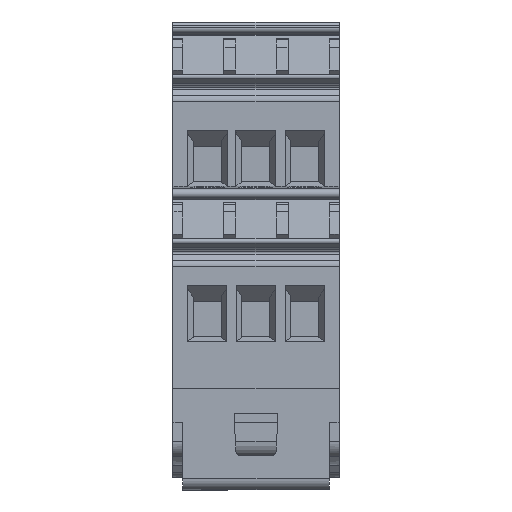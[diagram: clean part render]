
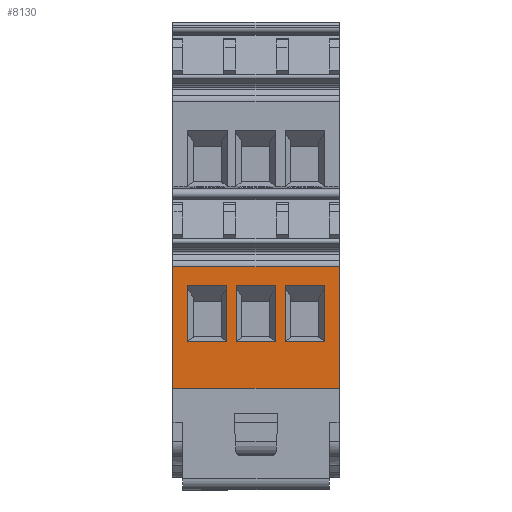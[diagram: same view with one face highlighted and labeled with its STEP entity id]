
A CAD part, front view. The second image highlights one B-rep face of the part: STEP entity #8130.
In plain terms, the highlighted planar face has unit normal (0, -1, 0).
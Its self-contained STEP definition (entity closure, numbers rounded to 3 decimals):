
#8007=AXIS2_PLACEMENT_3D('Plane Axis2P3D',#8004,#8005,#8006) ;
#2524=CARTESIAN_POINT('Vertex',(0.,0.,10.919)) ;
#2527=CARTESIAN_POINT('Line Origine',(0.,0.,17.439)) ;
#2531=CARTESIAN_POINT('Vertex',(0.,0.,23.958)) ;
#3668=CARTESIAN_POINT('Vertex',(17.85,0.,23.958)) ;
#3671=CARTESIAN_POINT('Line Origine',(17.85,0.,17.439)) ;
#3675=CARTESIAN_POINT('Vertex',(17.85,0.,10.919)) ;
#7991=CARTESIAN_POINT('Line Origine',(8.925,0.,10.919)) ;
#8004=CARTESIAN_POINT('Axis2P3D Location',(8.925,0.,24.569)) ;
#8009=CARTESIAN_POINT('Line Origine',(8.925,0.,23.958)) ;
#8020=CARTESIAN_POINT('Line Origine',(11.05,0.,18.942)) ;
#8024=CARTESIAN_POINT('Vertex',(11.05,0.,21.953)) ;
#8026=CARTESIAN_POINT('Vertex',(11.05,0.,15.93)) ;
#8029=CARTESIAN_POINT('Line Origine',(8.925,0.,15.93)) ;
#8033=CARTESIAN_POINT('Vertex',(6.8,0.,15.93)) ;
#8036=CARTESIAN_POINT('Line Origine',(6.8,0.,18.942)) ;
#8040=CARTESIAN_POINT('Vertex',(6.8,0.,21.953)) ;
#8043=CARTESIAN_POINT('Line Origine',(8.925,0.,21.953)) ;
#8054=CARTESIAN_POINT('Line Origine',(16.3,0.,18.942)) ;
#8058=CARTESIAN_POINT('Vertex',(16.3,0.,21.953)) ;
#8060=CARTESIAN_POINT('Vertex',(16.3,0.,15.93)) ;
#8063=CARTESIAN_POINT('Line Origine',(16.279,0.,15.93)) ;
#8067=CARTESIAN_POINT('Vertex',(16.258,0.,15.93)) ;
#8070=CARTESIAN_POINT('Line Origine',(14.154,0.,15.93)) ;
#8074=CARTESIAN_POINT('Vertex',(12.05,0.,15.93)) ;
#8077=CARTESIAN_POINT('Line Origine',(12.05,0.,18.942)) ;
#8081=CARTESIAN_POINT('Vertex',(12.05,0.,21.953)) ;
#8084=CARTESIAN_POINT('Line Origine',(14.175,0.,21.953)) ;
#8096=CARTESIAN_POINT('Line Origine',(1.55,0.,18.942)) ;
#8100=CARTESIAN_POINT('Vertex',(1.55,0.,21.953)) ;
#8102=CARTESIAN_POINT('Vertex',(1.55,0.,15.93)) ;
#8105=CARTESIAN_POINT('Line Origine',(3.675,0.,21.953)) ;
#8109=CARTESIAN_POINT('Vertex',(5.8,0.,21.953)) ;
#8112=CARTESIAN_POINT('Line Origine',(5.8,0.,18.942)) ;
#8116=CARTESIAN_POINT('Vertex',(5.8,0.,15.93)) ;
#8119=CARTESIAN_POINT('Line Origine',(3.675,0.,15.93)) ;
#2528=DIRECTION('Vector Direction',(0.,0.,-1.)) ;
#3672=DIRECTION('Vector Direction',(0.,0.,-1.)) ;
#7992=DIRECTION('Vector Direction',(1.,0.,0.)) ;
#8005=DIRECTION('Axis2P3D Direction',(0.,1.,0.)) ;
#8006=DIRECTION('Axis2P3D XDirection',(0.,0.,-1.)) ;
#8010=DIRECTION('Vector Direction',(-1.,0.,0.)) ;
#8021=DIRECTION('Vector Direction',(0.,0.,1.)) ;
#8030=DIRECTION('Vector Direction',(1.,0.,0.)) ;
#8037=DIRECTION('Vector Direction',(0.,0.,-1.)) ;
#8044=DIRECTION('Vector Direction',(1.,0.,0.)) ;
#8055=DIRECTION('Vector Direction',(0.,0.,-1.)) ;
#8064=DIRECTION('Vector Direction',(1.,0.,0.)) ;
#8071=DIRECTION('Vector Direction',(1.,0.,0.)) ;
#8078=DIRECTION('Vector Direction',(0.,0.,-1.)) ;
#8085=DIRECTION('Vector Direction',(1.,0.,0.)) ;
#8097=DIRECTION('Vector Direction',(0.,0.,1.)) ;
#8106=DIRECTION('Vector Direction',(1.,0.,0.)) ;
#8113=DIRECTION('Vector Direction',(0.,0.,1.)) ;
#8120=DIRECTION('Vector Direction',(1.,0.,0.)) ;
#2529=VECTOR('Line Direction',#2528,1.) ;
#3673=VECTOR('Line Direction',#3672,1.) ;
#7993=VECTOR('Line Direction',#7992,1.) ;
#8011=VECTOR('Line Direction',#8010,1.) ;
#8022=VECTOR('Line Direction',#8021,1.) ;
#8031=VECTOR('Line Direction',#8030,1.) ;
#8038=VECTOR('Line Direction',#8037,1.) ;
#8045=VECTOR('Line Direction',#8044,1.) ;
#8056=VECTOR('Line Direction',#8055,1.) ;
#8065=VECTOR('Line Direction',#8064,1.) ;
#8072=VECTOR('Line Direction',#8071,1.) ;
#8079=VECTOR('Line Direction',#8078,1.) ;
#8086=VECTOR('Line Direction',#8085,1.) ;
#8098=VECTOR('Line Direction',#8097,1.) ;
#8107=VECTOR('Line Direction',#8106,1.) ;
#8114=VECTOR('Line Direction',#8113,1.) ;
#8121=VECTOR('Line Direction',#8120,1.) ;
#8015=ORIENTED_EDGE('',*,*,#3677,.F.) ;
#8016=ORIENTED_EDGE('',*,*,#8013,.F.) ;
#8017=ORIENTED_EDGE('',*,*,#2533,.T.) ;
#8018=ORIENTED_EDGE('',*,*,#7995,.T.) ;
#8049=ORIENTED_EDGE('',*,*,#8028,.T.) ;
#8050=ORIENTED_EDGE('',*,*,#8035,.F.) ;
#8051=ORIENTED_EDGE('',*,*,#8042,.F.) ;
#8052=ORIENTED_EDGE('',*,*,#8047,.T.) ;
#8090=ORIENTED_EDGE('',*,*,#8062,.T.) ;
#8091=ORIENTED_EDGE('',*,*,#8069,.F.) ;
#8092=ORIENTED_EDGE('',*,*,#8076,.F.) ;
#8093=ORIENTED_EDGE('',*,*,#8083,.F.) ;
#8094=ORIENTED_EDGE('',*,*,#8088,.T.) ;
#8125=ORIENTED_EDGE('',*,*,#8104,.F.) ;
#8126=ORIENTED_EDGE('',*,*,#8111,.T.) ;
#8127=ORIENTED_EDGE('',*,*,#8118,.F.) ;
#8128=ORIENTED_EDGE('',*,*,#8123,.F.) ;
#8053=FACE_BOUND('',#8048,.T.) ;
#8095=FACE_BOUND('',#8089,.T.) ;
#8129=FACE_BOUND('',#8124,.T.) ;
#8130=ADVANCED_FACE('BASE',(#8019,#8053,#8095,#8129),#8008,.F.) ;
#2533=EDGE_CURVE('',#2532,#2525,#2530,.T.) ;
#3677=EDGE_CURVE('',#3669,#3676,#3674,.T.) ;
#7995=EDGE_CURVE('',#2525,#3676,#7994,.T.) ;
#8013=EDGE_CURVE('',#2532,#3669,#8012,.F.) ;
#8028=EDGE_CURVE('',#8025,#8027,#8023,.F.) ;
#8035=EDGE_CURVE('',#8034,#8027,#8032,.T.) ;
#8042=EDGE_CURVE('',#8041,#8034,#8039,.T.) ;
#8047=EDGE_CURVE('',#8041,#8025,#8046,.T.) ;
#8062=EDGE_CURVE('',#8059,#8061,#8057,.T.) ;
#8069=EDGE_CURVE('',#8068,#8061,#8066,.T.) ;
#8076=EDGE_CURVE('',#8075,#8068,#8073,.T.) ;
#8083=EDGE_CURVE('',#8082,#8075,#8080,.T.) ;
#8088=EDGE_CURVE('',#8082,#8059,#8087,.T.) ;
#8104=EDGE_CURVE('',#8101,#8103,#8099,.F.) ;
#8111=EDGE_CURVE('',#8101,#8110,#8108,.T.) ;
#8118=EDGE_CURVE('',#8117,#8110,#8115,.T.) ;
#8123=EDGE_CURVE('',#8103,#8117,#8122,.T.) ;
#8014=EDGE_LOOP('',(#8015,#8016,#8017,#8018)) ;
#8048=EDGE_LOOP('',(#8049,#8050,#8051,#8052)) ;
#8089=EDGE_LOOP('',(#8090,#8091,#8092,#8093,#8094)) ;
#8124=EDGE_LOOP('',(#8125,#8126,#8127,#8128)) ;
#8019=FACE_OUTER_BOUND('',#8014,.T.) ;
#2530=LINE('Line',#2527,#2529) ;
#3674=LINE('Line',#3671,#3673) ;
#7994=LINE('Line',#7991,#7993) ;
#8012=LINE('Line',#8009,#8011) ;
#8023=LINE('Line',#8020,#8022) ;
#8032=LINE('Line',#8029,#8031) ;
#8039=LINE('Line',#8036,#8038) ;
#8046=LINE('Line',#8043,#8045) ;
#8057=LINE('Line',#8054,#8056) ;
#8066=LINE('Line',#8063,#8065) ;
#8073=LINE('Line',#8070,#8072) ;
#8080=LINE('Line',#8077,#8079) ;
#8087=LINE('Line',#8084,#8086) ;
#8099=LINE('Line',#8096,#8098) ;
#8108=LINE('Line',#8105,#8107) ;
#8115=LINE('Line',#8112,#8114) ;
#8122=LINE('Line',#8119,#8121) ;
#8008=PLANE('',#8007) ;
#2525=VERTEX_POINT('',#2524) ;
#2532=VERTEX_POINT('',#2531) ;
#3669=VERTEX_POINT('',#3668) ;
#3676=VERTEX_POINT('',#3675) ;
#8025=VERTEX_POINT('',#8024) ;
#8027=VERTEX_POINT('',#8026) ;
#8034=VERTEX_POINT('',#8033) ;
#8041=VERTEX_POINT('',#8040) ;
#8059=VERTEX_POINT('',#8058) ;
#8061=VERTEX_POINT('',#8060) ;
#8068=VERTEX_POINT('',#8067) ;
#8075=VERTEX_POINT('',#8074) ;
#8082=VERTEX_POINT('',#8081) ;
#8101=VERTEX_POINT('',#8100) ;
#8103=VERTEX_POINT('',#8102) ;
#8110=VERTEX_POINT('',#8109) ;
#8117=VERTEX_POINT('',#8116) ;
